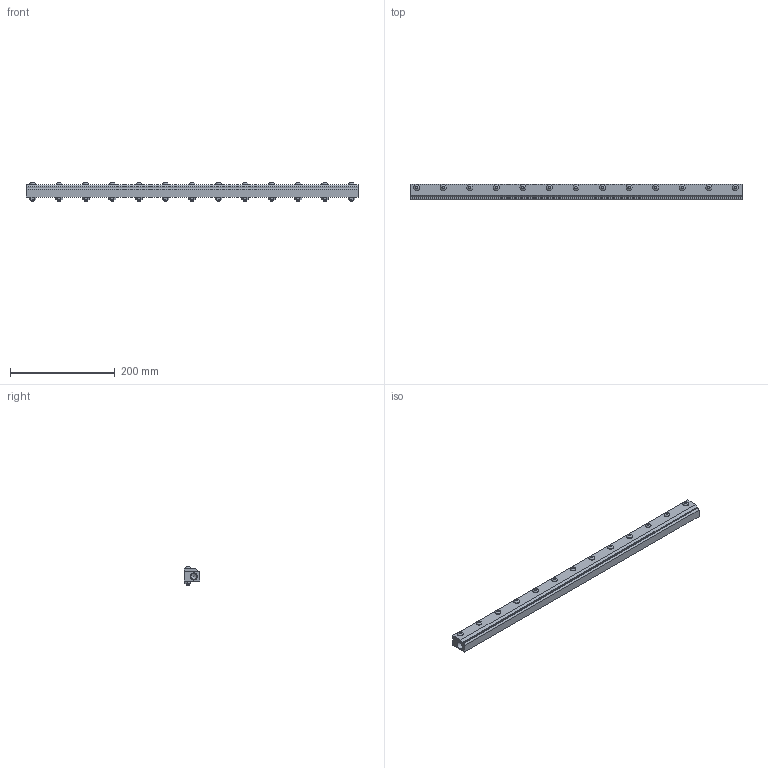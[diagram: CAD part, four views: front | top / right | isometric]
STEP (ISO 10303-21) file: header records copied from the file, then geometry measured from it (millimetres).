
FILE_DESCRIPTION((''),'2;1');
FILE_NAME('2024SS.stp','2010-04-29T09:04:12',('michael witt'),(''),'Autodesk Inventor 2010','Autodesk Inventor 2010','');
FILE_SCHEMA(('AUTOMOTIVE_DESIGN { 1 0 10303 214 1 1 1 1 }'));
Length unit declared in the file: inch
Products named in the file (29): Assembly14; Part562; Part564; Part566; Part568; Part570; Part572; Part574; Part576; Part578; Part580; Part582; Part584; Part586; Part588; Part590; Part592; Part594; Part596; Part598; Part600; Part602; Part604; Part606; Part608; Part610; Part612; Part614; Part616
Assembly tree (28 placements, depth 2):
  Assembly14
    Part562
    Part564
    Part566
    Part568
    Part570
    Part572
    Part574
    Part576
    Part578
    Part580
    Part582
    Part584
    Part586
    Part588
    Part590
    Part592
    Part594
    Part596
    Part598
    Part600
    Part602
    Part604
    Part606
    Part608
    Part610
    Part612
    Part614
    Part616
Bounding box: 635 x 30.48 x 35.1 mm (x, y, z)
Volume: 442959.8 mm3; surface area: 124088 mm2
Topology: 28 solids, 28 shells, 347 faces, 788 edges, 525 vertices
Faces by surface type: plane 248, cylinder 67, bspline 17, cone 15
Full cylindrical faces by diameter (mm): 6.35 x52, 11.1 x13, 11.113 x1
Entity records: 10569 total; most frequent: CARTESIAN_POINT 2188, DIRECTION 1602, ORIENTED_EDGE 1324, EDGE_CURVE 662, AXIS2_PLACEMENT_3D 553, EDGE_LOOP 550, VERTEX_POINT 496, VECTOR 496
